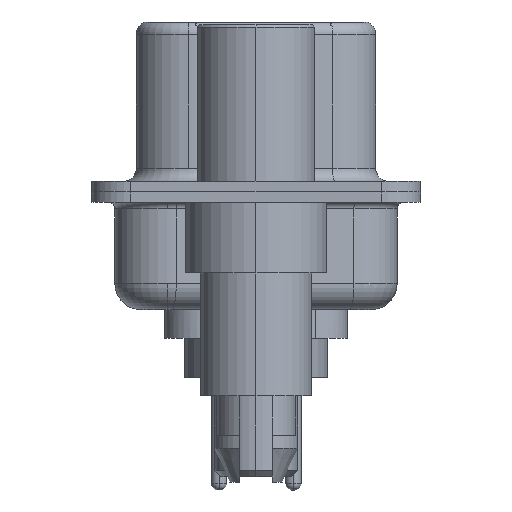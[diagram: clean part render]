
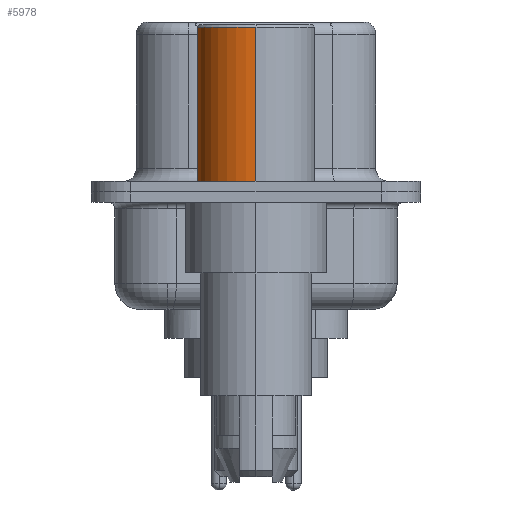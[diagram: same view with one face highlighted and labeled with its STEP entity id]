
A CAD part, left-side view. The second image highlights one B-rep face of the part: STEP entity #5978.
In plain terms, the highlighted cylindrical face has radius 2.25 mm (diameter 4.5 mm), a partial arc.
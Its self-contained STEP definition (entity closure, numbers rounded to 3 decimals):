
#63 = EDGE_LOOP ( 'NONE', ( #16668, #5587, #11107, #23003 ) ) ;
#1182 = LINE ( 'NONE', #20736, #16800 ) ;
#1515 = VERTEX_POINT ( 'NONE', #22216 ) ;
#1974 = CARTESIAN_POINT ( 'NONE',  ( 0., 0., 0.4 ) ) ;
#2377 = DIRECTION ( 'NONE',  ( 0., 0., 1. ) ) ;
#3503 = DIRECTION ( 'NONE',  ( 0., 0., 1. ) ) ;
#3786 = VERTEX_POINT ( 'NONE', #24336 ) ;
#4081 = DIRECTION ( 'NONE',  ( 1., 0., 0. ) ) ;
#5126 = CARTESIAN_POINT ( 'NONE',  ( -2.25, 0., 6.3 ) ) ;
#5277 = CARTESIAN_POINT ( 'NONE',  ( 2.25, 0., 6.3 ) ) ;
#5587 = ORIENTED_EDGE ( 'NONE', *, *, #17126, .T. ) ;
#5978 = ADVANCED_FACE ( 'NONE', ( #10434 ), #9799, .T. ) ;
#6796 = CARTESIAN_POINT ( 'NONE',  ( 0., 0., 0.581 ) ) ;
#7544 = VERTEX_POINT ( 'NONE', #5126 ) ;
#7816 = CIRCLE ( 'NONE', #15290, 2.25 ) ;
#7974 = DIRECTION ( 'NONE',  ( 0., 0., 1. ) ) ;
#9799 = CYLINDRICAL_SURFACE ( 'NONE', #14942, 2.25 ) ;
#10434 = FACE_OUTER_BOUND ( 'NONE', #63, .T. ) ;
#11107 = ORIENTED_EDGE ( 'NONE', *, *, #25950, .F. ) ;
#14942 = AXIS2_PLACEMENT_3D ( 'NONE', #6796, #16719, #22191 ) ;
#15290 = AXIS2_PLACEMENT_3D ( 'NONE', #1974, #16230, #4081 ) ;
#15402 = CIRCLE ( 'NONE', #21164, 2.25 ) ;
#15682 = CARTESIAN_POINT ( 'NONE',  ( 0., 0., 6.3 ) ) ;
#16017 = CARTESIAN_POINT ( 'NONE',  ( 2.25, 0., 0.581 ) ) ;
#16230 = DIRECTION ( 'NONE',  ( 0., 0., 1. ) ) ;
#16668 = ORIENTED_EDGE ( 'NONE', *, *, #20061, .T. ) ;
#16719 = DIRECTION ( 'NONE',  ( 0., 0., 1. ) ) ;
#16800 = VECTOR ( 'NONE', #2377, 1000. ) ;
#17126 = EDGE_CURVE ( 'NONE', #3786, #7544, #1182, .T. ) ;
#17675 = DIRECTION ( 'NONE',  ( 1., 0., 0. ) ) ;
#19977 = VECTOR ( 'NONE', #7974, 1000. ) ;
#20061 = EDGE_CURVE ( 'NONE', #1515, #3786, #7816, .T. ) ;
#20736 = CARTESIAN_POINT ( 'NONE',  ( -2.25, 0., 0.581 ) ) ;
#21164 = AXIS2_PLACEMENT_3D ( 'NONE', #15682, #3503, #17675 ) ;
#21314 = EDGE_CURVE ( 'NONE', #1515, #22696, #25296, .T. ) ;
#22191 = DIRECTION ( 'NONE',  ( 1., 0., 0. ) ) ;
#22216 = CARTESIAN_POINT ( 'NONE',  ( 2.25, 0., 0.4 ) ) ;
#22696 = VERTEX_POINT ( 'NONE', #5277 ) ;
#23003 = ORIENTED_EDGE ( 'NONE', *, *, #21314, .F. ) ;
#24336 = CARTESIAN_POINT ( 'NONE',  ( -2.25, 0., 0.4 ) ) ;
#25296 = LINE ( 'NONE', #16017, #19977 ) ;
#25950 = EDGE_CURVE ( 'NONE', #22696, #7544, #15402, .T. ) ;
